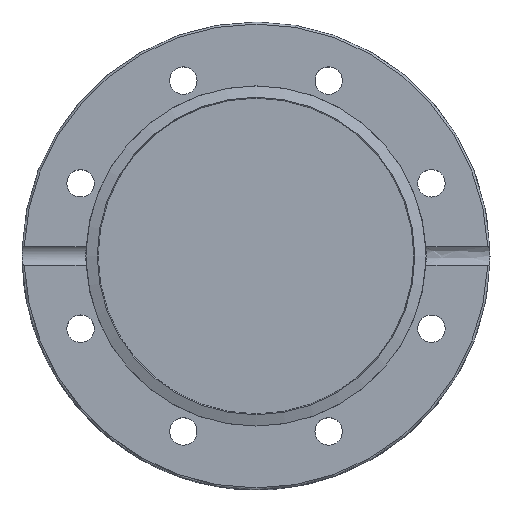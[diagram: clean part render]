
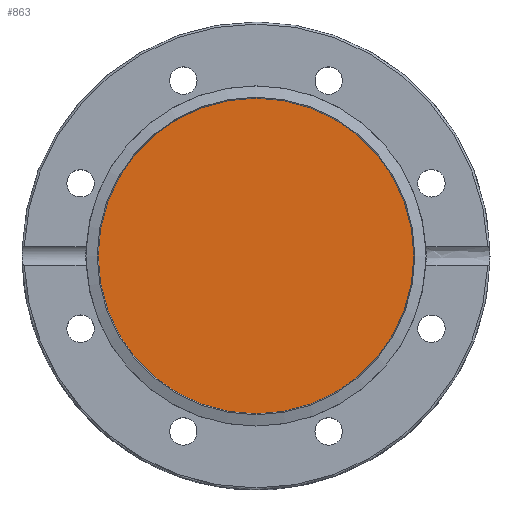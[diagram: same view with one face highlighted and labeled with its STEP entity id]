
A CAD part, top view. The second image highlights one B-rep face of the part: STEP entity #863.
In plain terms, the highlighted planar face has unit normal (0, 0, 1).
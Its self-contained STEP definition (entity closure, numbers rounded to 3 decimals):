
#840=CARTESIAN_POINT('',(0.0,-38.282,16.3));
#841=VERTEX_POINT('',#840);
#842=CARTESIAN_POINT('',(0.0,0.,16.3));
#843=DIRECTION('',(0.0,0.0,-1.0));
#844=DIRECTION('',(0.0,-1.0,0.0));
#845=AXIS2_PLACEMENT_3D('',#842,#843,#844);
#846=CIRCLE('',#845,38.282);
#847=EDGE_CURVE('',#841,#841,#846,.T.);
#855=CARTESIAN_POINT('',(0.0,-19.141,16.3));
#856=DIRECTION('',(0.0,0.0,-1.0));
#857=DIRECTION('',(-1.0,0.0,0.0));
#858=AXIS2_PLACEMENT_3D('',#855,#856,#857);
#859=PLANE('',#858);
#860=ORIENTED_EDGE('',*,*,#847,.F.);
#861=EDGE_LOOP('',(#860));
#862=FACE_OUTER_BOUND('',#861,.T.);
#863=ADVANCED_FACE('',(#862),#859,.F.);
